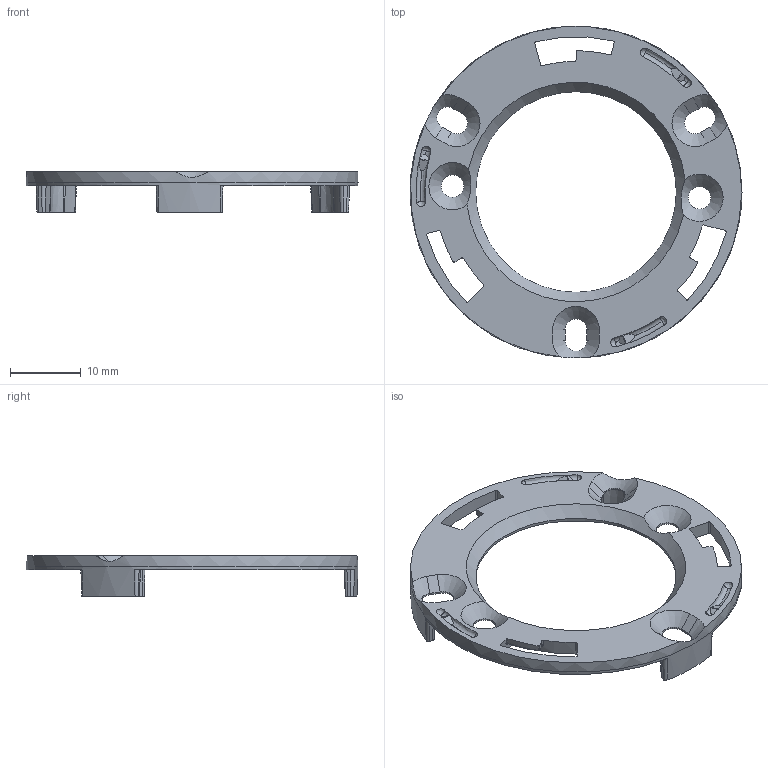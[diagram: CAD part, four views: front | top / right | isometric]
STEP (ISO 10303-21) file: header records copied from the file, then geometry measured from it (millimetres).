
FILE_DESCRIPTION(('STEP AP214'),'1');
FILE_NAME('Holder Base V3.stp','2017-12-20T10:43:48',(' '),(' '),'Spatial InterOp 3D',' ',' ');
FILE_SCHEMA(('AUTOMOTIVE_DESIGN { 1 0 10303 214 1 1 1 1 }'));
Length unit declared in the file: millimetre
Products named in the file (1): Holder Base V3
Bounding box: 47 x 47 x 5.8 mm (x, y, z)
Volume: 1785.4 mm3; surface area: 2779.4 mm2
Topology: 1 solids, 1 shells, 169 faces, 498 edges, 323 vertices
Faces by surface type: plane 56, cone 56, bspline 33, torus 12, sphere 6, cylinder 6
Entity records: 8321 total; most frequent: CARTESIAN_POINT 2595, ORIENTED_EDGE 966, DIRECTION 890, EDGE_CURVE 483, AXIS2_PLACEMENT_3D 377, VERTEX_POINT 324, CIRCLE 240, EDGE_LOOP 195
